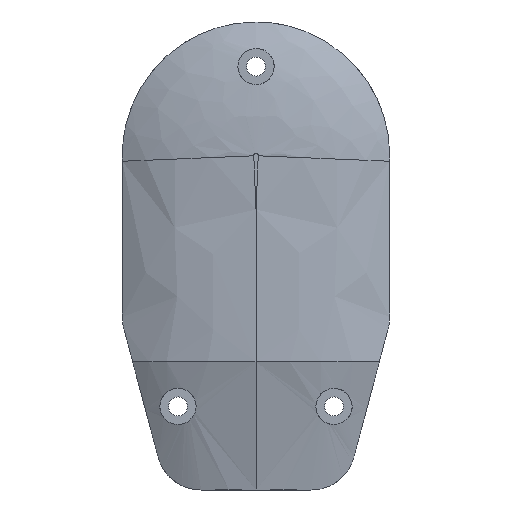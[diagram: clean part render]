
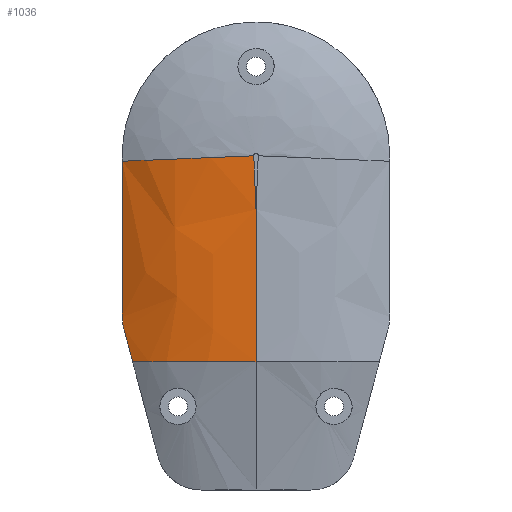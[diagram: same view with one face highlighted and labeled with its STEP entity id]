
A CAD part, left-side view. The second image highlights one B-rep face of the part: STEP entity #1036.
In plain terms, the highlighted free-form (B-spline) face has degree [2, 3] with [3, 4] control points.
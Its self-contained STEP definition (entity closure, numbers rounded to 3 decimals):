
#1 = EDGE_CURVE ( 'NONE', #629, #936, #1961, .T. ) ;
#25 = CARTESIAN_POINT ( 'NONE',  ( -57., -1.208, -38.849 ) ) ;
#47 = CARTESIAN_POINT ( 'NONE',  ( -51.595, 23.73, -31.013 ) ) ;
#67 = CARTESIAN_POINT ( 'NONE',  ( -57., 0.4, -0.017 ) ) ;
#81 = CARTESIAN_POINT ( 'NONE',  ( -57., 0.266, -3.234 ) ) ;
#86 = CARTESIAN_POINT ( 'NONE',  ( -52.384, 22.138, -36.983 ) ) ;
#119 = B_SPLINE_CURVE_WITH_KNOTS ( 'NONE', 3,
 ( #47, #715, #745, #1211 ),
 .UNSPECIFIED., .F., .F.,
 ( 4, 4 ),
 ( 0., 0.006 ),
 .UNSPECIFIED. ) ;
#165 = CARTESIAN_POINT ( 'NONE',  ( -17.6, 35.86, -40.384 ) ) ;
#179 =( BOUNDED_CURVE ( )  B_SPLINE_CURVE ( 2, ( #1700, #1538, #384 ),
 .UNSPECIFIED., .F., .F. ) 
 B_SPLINE_CURVE_WITH_KNOTS ( ( 3, 3 ),
 ( 0.633, 1. ),
 .UNSPECIFIED. ) 
 CURVE ( )  GEOMETRIC_REPRESENTATION_ITEM ( )  RATIONAL_B_SPLINE_CURVE ( ( 1.103, 1.082, 1. ) ) 
 REPRESENTATION_ITEM ( '' )  );
#225 = EDGE_CURVE ( 'NONE', #1139, #2092, #179, .T. ) ;
#262 = CARTESIAN_POINT ( 'NONE',  ( -51.474, 24., -28.952 ) ) ;
#290 = CARTESIAN_POINT ( 'NONE',  ( -51.595, 23.73, -31.013 ) ) ;
#343 = CARTESIAN_POINT ( 'NONE',  ( -57., 36.396, -27.44 ) ) ;
#354 = EDGE_CURVE ( 'NONE', #1919, #1654, #644, .T. ) ;
#384 = CARTESIAN_POINT ( 'NONE',  ( -57., 0.4, -0.017 ) ) ;
#390 = VERTEX_POINT ( 'NONE', #1949 ) ;
#395 = B_SPLINE_CURVE_WITH_KNOTS ( 'NONE', 3,
 ( #1582, #81, #1413, #1064 ),
 .UNSPECIFIED., .F., .F.,
 ( 4, 4 ),
 ( 0., 1. ),
 .UNSPECIFIED. ) ;
#422 = CARTESIAN_POINT ( 'NONE',  ( -51.474, 24., -28.952 ) ) ;
#532 = CARTESIAN_POINT ( 'NONE',  ( -17.6, 36.932, -14.496 ) ) ;
#589 = CARTESIAN_POINT ( 'NONE',  ( -57., -0.005, -18.929 ) ) ;
#617 = ORIENTED_EDGE ( 'NONE', *, *, #1, .T. ) ;
#622 = CARTESIAN_POINT ( 'NONE',  ( -56.89, 9.288, -37. ) ) ;
#627 = CARTESIAN_POINT ( 'NONE',  ( -57., 0., -9.893 ) ) ;
#629 = VERTEX_POINT ( 'NONE', #262 ) ;
#644 = B_SPLINE_CURVE_WITH_KNOTS ( 'NONE', 3,
 ( #776, #622, #1277, #1936 ),
 .UNSPECIFIED., .F., .F.,
 ( 4, 4 ),
 ( 0., 0.34 ),
 .UNSPECIFIED. ) ;
#681 = ORIENTED_EDGE ( 'NONE', *, *, #225, .F. ) ;
#692 = CARTESIAN_POINT ( 'NONE',  ( -57., 35.86, -40.384 ) ) ;
#715 = CARTESIAN_POINT ( 'NONE',  ( -51.885, 23.2, -32.998 ) ) ;
#745 = CARTESIAN_POINT ( 'NONE',  ( -52.153, 22.67, -34.987 ) ) ;
#776 = CARTESIAN_POINT ( 'NONE',  ( -56.997, 0., -37. ) ) ;
#866 = CARTESIAN_POINT ( 'NONE',  ( -57., -0.672, -25.905 ) ) ;
#936 = VERTEX_POINT ( 'NONE', #1948 ) ;
#944 = CARTESIAN_POINT ( 'NONE',  ( -56.997, 0., -37. ) ) ;
#1000 = CARTESIAN_POINT ( 'NONE',  ( -52.193, 24., -0.994 ) ) ;
#1036 = ADVANCED_FACE ( 'NONE', ( #2023 ), #1101, .T. ) ;
#1059 = ORIENTED_EDGE ( 'NONE', *, *, #1759, .T. ) ;
#1060 = CARTESIAN_POINT ( 'NONE',  ( -51.729, 24., -19.633 ) ) ;
#1064 = CARTESIAN_POINT ( 'NONE',  ( -57., 0., -9.668 ) ) ;
#1101 =( BOUNDED_SURFACE ( )  B_SPLINE_SURFACE ( 2, 3, ( 
 ( #1198, #1177, #866, #25 ),
 ( #2041, #1363, #343, #692 ),
 ( #1849, #532, #1866, #165 ) ),
 .UNSPECIFIED., .F., .F., .T. ) 
 B_SPLINE_SURFACE_WITH_KNOTS ( ( 3, 3 ),
 ( 4, 4 ),
 ( 0., 1. ),
 ( -0.035, 0.003 ),
 .UNSPECIFIED. ) 
 GEOMETRIC_REPRESENTATION_ITEM ( )  RATIONAL_B_SPLINE_SURFACE ( (
 ( 1., 1., 1., 1.),
 ( 1.222, 1.222, 1.222, 1.222),
 ( 1., 1., 1., 1.) ) ) 
 REPRESENTATION_ITEM ( '' )  SURFACE ( )  );
#1139 = VERTEX_POINT ( 'NONE', #1000 ) ;
#1177 = CARTESIAN_POINT ( 'NONE',  ( -57., -0.136, -12.961 ) ) ;
#1198 = CARTESIAN_POINT ( 'NONE',  ( -57., 0.4, -0.017 ) ) ;
#1211 = CARTESIAN_POINT ( 'NONE',  ( -52.384, 22.138, -36.983 ) ) ;
#1229 = EDGE_CURVE ( 'NONE', #2092, #390, #395, .T. ) ;
#1256 = CARTESIAN_POINT ( 'NONE',  ( -56.997, 0., -37. ) ) ;
#1277 = CARTESIAN_POINT ( 'NONE',  ( -55.337, 16.659, -37. ) ) ;
#1363 = CARTESIAN_POINT ( 'NONE',  ( -57., 36.932, -14.496 ) ) ;
#1413 = CARTESIAN_POINT ( 'NONE',  ( -57., 0.133, -6.451 ) ) ;
#1453 = CARTESIAN_POINT ( 'NONE',  ( -51.455, 24., -29.654 ) ) ;
#1476 = B_SPLINE_CURVE_WITH_KNOTS ( 'NONE', 3,
 ( #627, #589, #2090, #1256 ),
 .UNSPECIFIED., .F., .F.,
 ( 4, 4 ),
 ( 0., 1. ),
 .UNSPECIFIED. ) ;
#1538 = CARTESIAN_POINT ( 'NONE',  ( -57., 15.769, -0.653 ) ) ;
#1549 = EDGE_LOOP ( 'NONE', ( #681, #1059, #617, #1613, #1777, #1884, #1704 ) ) ;
#1577 = CARTESIAN_POINT ( 'NONE',  ( -51.968, 24., -10.313 ) ) ;
#1582 = CARTESIAN_POINT ( 'NONE',  ( -57., 0.4, -0.017 ) ) ;
#1613 = ORIENTED_EDGE ( 'NONE', *, *, #2026, .T. ) ;
#1654 = VERTEX_POINT ( 'NONE', #86 ) ;
#1683 = B_SPLINE_CURVE_WITH_KNOTS ( 'NONE', 3,
 ( #1748, #1577, #1060, #1706 ),
 .UNSPECIFIED., .F., .F.,
 ( 4, 4 ),
 ( 0., 0.028 ),
 .UNSPECIFIED. ) ;
#1700 = CARTESIAN_POINT ( 'NONE',  ( -52.193, 24., -0.994 ) ) ;
#1704 = ORIENTED_EDGE ( 'NONE', *, *, #1229, .F. ) ;
#1706 = CARTESIAN_POINT ( 'NONE',  ( -51.474, 24., -28.952 ) ) ;
#1748 = CARTESIAN_POINT ( 'NONE',  ( -52.193, 24., -0.994 ) ) ;
#1759 = EDGE_CURVE ( 'NONE', #1139, #629, #1683, .T. ) ;
#1777 = ORIENTED_EDGE ( 'NONE', *, *, #354, .F. ) ;
#1808 = CARTESIAN_POINT ( 'NONE',  ( -51.497, 23.909, -30.341 ) ) ;
#1849 = CARTESIAN_POINT ( 'NONE',  ( -17.6, 37.468, -1.552 ) ) ;
#1866 = CARTESIAN_POINT ( 'NONE',  ( -17.6, 36.396, -27.44 ) ) ;
#1884 = ORIENTED_EDGE ( 'NONE', *, *, #1893, .F. ) ;
#1893 = EDGE_CURVE ( 'NONE', #390, #1919, #1476, .T. ) ;
#1919 = VERTEX_POINT ( 'NONE', #944 ) ;
#1936 = CARTESIAN_POINT ( 'NONE',  ( -52.384, 22.138, -36.983 ) ) ;
#1948 = CARTESIAN_POINT ( 'NONE',  ( -51.595, 23.73, -31.013 ) ) ;
#1949 = CARTESIAN_POINT ( 'NONE',  ( -57., 0., -9.668 ) ) ;
#1961 = B_SPLINE_CURVE_WITH_KNOTS ( 'NONE', 3,
 ( #422, #1453, #1808, #290 ),
 .UNSPECIFIED., .F., .F.,
 ( 4, 4 ),
 ( 0., 0.002 ),
 .UNSPECIFIED. ) ;
#2023 = FACE_OUTER_BOUND ( 'NONE', #1549, .T. ) ;
#2026 = EDGE_CURVE ( 'NONE', #936, #1654, #119, .T. ) ;
#2041 = CARTESIAN_POINT ( 'NONE',  ( -57., 37.468, -1.552 ) ) ;
#2090 = CARTESIAN_POINT ( 'NONE',  ( -56.998, -0.005, -27.964 ) ) ;
#2092 = VERTEX_POINT ( 'NONE', #67 ) ;
